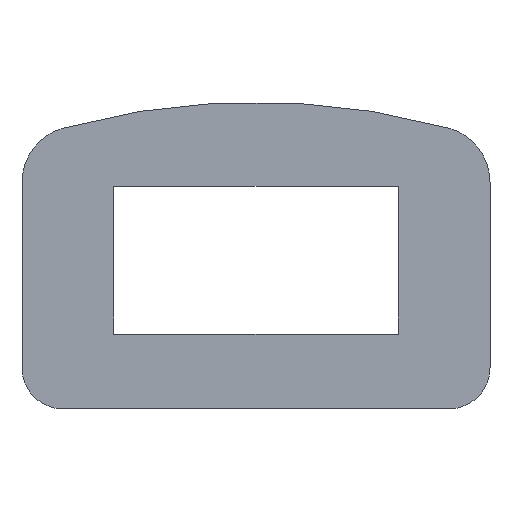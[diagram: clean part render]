
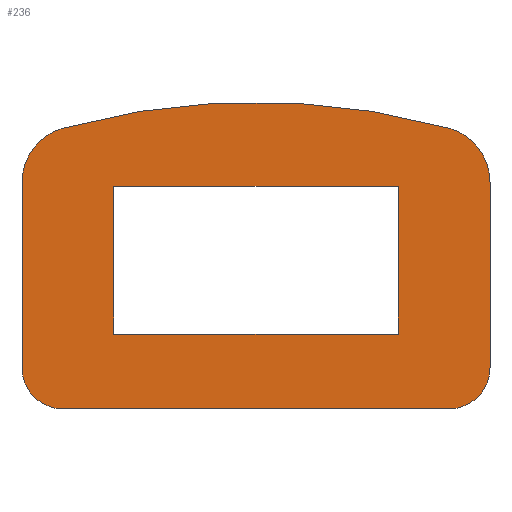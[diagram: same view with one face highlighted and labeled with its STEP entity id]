
A CAD part, front view. The second image highlights one B-rep face of the part: STEP entity #236.
In plain terms, the highlighted planar face has unit normal (0, -1, 0).
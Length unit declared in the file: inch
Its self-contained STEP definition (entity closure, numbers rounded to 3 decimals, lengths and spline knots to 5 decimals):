
#1=DIRECTION('',(0.,0.,1.));
#2=VECTOR('',#1,49.55);
#3=CARTESIAN_POINT('',(-62.5,0.,-13.));
#4=LINE('',#3,#2);
#5=CARTESIAN_POINT('',(-47.5,0.,36.55));
#6=DIRECTION('',(0.,1.,0.));
#7=DIRECTION('',(-1.,0.,0.));
#8=AXIS2_PLACEMENT_3D('',#5,#6,#7);
#10=CARTESIAN_POINT('',(0.,0.,-135.1281));
#11=DIRECTION('',(0.,1.,0.));
#12=DIRECTION('',(-0.267,0.,0.964));
#13=AXIS2_PLACEMENT_3D('',#10,#11,#12);
#15=CARTESIAN_POINT('',(47.5,0.,36.55));
#16=DIRECTION('',(0.,1.,0.));
#17=DIRECTION('',(0.267,0.,0.964));
#18=AXIS2_PLACEMENT_3D('',#15,#16,#17);
#20=DIRECTION('',(0.,0.,-1.));
#21=VECTOR('',#20,49.55);
#22=CARTESIAN_POINT('',(62.5,0.,36.55));
#23=LINE('',#22,#21);
#24=CARTESIAN_POINT('',(51.5,0.,-13.));
#25=DIRECTION('',(0.,1.,0.));
#26=DIRECTION('',(1.,0.,0.));
#27=AXIS2_PLACEMENT_3D('',#24,#25,#26);
#29=DIRECTION('',(-1.,0.,0.));
#30=VECTOR('',#29,103.);
#31=CARTESIAN_POINT('',(51.5,0.,-24.));
#32=LINE('',#31,#30);
#33=CARTESIAN_POINT('',(-51.5,0.,-13.));
#34=DIRECTION('',(0.,1.,0.));
#35=DIRECTION('',(0.,0.,-1.));
#36=AXIS2_PLACEMENT_3D('',#33,#34,#35);
#38=DIRECTION('',(0.,0.,1.));
#39=VECTOR('',#38,39.5);
#40=CARTESIAN_POINT('',(-38.,0.,-4.));
#41=LINE('',#40,#39);
#42=DIRECTION('',(-1.,0.,0.));
#43=VECTOR('',#42,76.);
#44=CARTESIAN_POINT('',(38.,0.,-4.));
#45=LINE('',#44,#43);
#46=DIRECTION('',(0.,0.,-1.));
#47=VECTOR('',#46,39.5);
#48=CARTESIAN_POINT('',(38.,0.,35.5));
#49=LINE('',#48,#47);
#50=DIRECTION('',(1.,0.,0.));
#51=VECTOR('',#50,76.);
#52=CARTESIAN_POINT('',(-38.,0.,35.5));
#53=LINE('',#52,#51);
#155=CARTESIAN_POINT('',(-62.5,0.,-13.));
#156=CARTESIAN_POINT('',(-62.5,0.,36.55));
#157=VERTEX_POINT('',#155);
#158=VERTEX_POINT('',#156);
#159=CARTESIAN_POINT('',(-51.49993,0.,51.00685));
#160=VERTEX_POINT('',#159);
#161=CARTESIAN_POINT('',(51.49993,0.,51.00685));
#162=VERTEX_POINT('',#161);
#163=CARTESIAN_POINT('',(62.5,0.,36.55));
#164=VERTEX_POINT('',#163);
#165=CARTESIAN_POINT('',(62.5,0.,-13.));
#166=VERTEX_POINT('',#165);
#167=CARTESIAN_POINT('',(51.5,0.,-24.));
#168=VERTEX_POINT('',#167);
#169=CARTESIAN_POINT('',(-51.5,0.,-24.));
#170=VERTEX_POINT('',#169);
#187=CARTESIAN_POINT('',(-38.,0.,-4.));
#188=CARTESIAN_POINT('',(-38.,0.,35.5));
#189=VERTEX_POINT('',#187);
#190=VERTEX_POINT('',#188);
#191=CARTESIAN_POINT('',(38.,0.,35.5));
#192=VERTEX_POINT('',#191);
#193=CARTESIAN_POINT('',(38.,0.,-4.));
#194=VERTEX_POINT('',#193);
#203=CARTESIAN_POINT('',(0.,0.,0.));
#204=DIRECTION('',(0.,1.,0.));
#205=DIRECTION('',(1.,0.,0.));
#206=AXIS2_PLACEMENT_3D('',#203,#204,#205);
#207=PLANE('',#206);
#209=ORIENTED_EDGE('',*,*,#208,.T.);
#211=ORIENTED_EDGE('',*,*,#210,.T.);
#213=ORIENTED_EDGE('',*,*,#212,.T.);
#215=ORIENTED_EDGE('',*,*,#214,.T.);
#217=ORIENTED_EDGE('',*,*,#216,.T.);
#219=ORIENTED_EDGE('',*,*,#218,.T.);
#221=ORIENTED_EDGE('',*,*,#220,.T.);
#223=ORIENTED_EDGE('',*,*,#222,.T.);
#224=EDGE_LOOP('',(#209,#211,#213,#215,#217,#219,#221,#223));
#225=FACE_OUTER_BOUND('',#224,.F.);
#227=ORIENTED_EDGE('',*,*,#226,.F.);
#229=ORIENTED_EDGE('',*,*,#228,.F.);
#231=ORIENTED_EDGE('',*,*,#230,.F.);
#233=ORIENTED_EDGE('',*,*,#232,.F.);
#234=EDGE_LOOP('',(#227,#229,#231,#233));
#235=FACE_BOUND('',#234,.F.);
#236=ADVANCED_FACE('',(#225,#235),#207,.F.);
#9=CIRCLE('',#8,15.);
#14=CIRCLE('',#13,193.1281);
#19=CIRCLE('',#18,15.);
#28=CIRCLE('',#27,11.);
#37=CIRCLE('',#36,11.);
#208=EDGE_CURVE('',#157,#158,#4,.T.);
#210=EDGE_CURVE('',#158,#160,#9,.T.);
#212=EDGE_CURVE('',#160,#162,#14,.T.);
#214=EDGE_CURVE('',#162,#164,#19,.T.);
#216=EDGE_CURVE('',#164,#166,#23,.T.);
#218=EDGE_CURVE('',#166,#168,#28,.T.);
#220=EDGE_CURVE('',#168,#170,#32,.T.);
#222=EDGE_CURVE('',#170,#157,#37,.T.);
#226=EDGE_CURVE('',#189,#190,#41,.T.);
#228=EDGE_CURVE('',#194,#189,#45,.T.);
#230=EDGE_CURVE('',#192,#194,#49,.T.);
#232=EDGE_CURVE('',#190,#192,#53,.T.);
